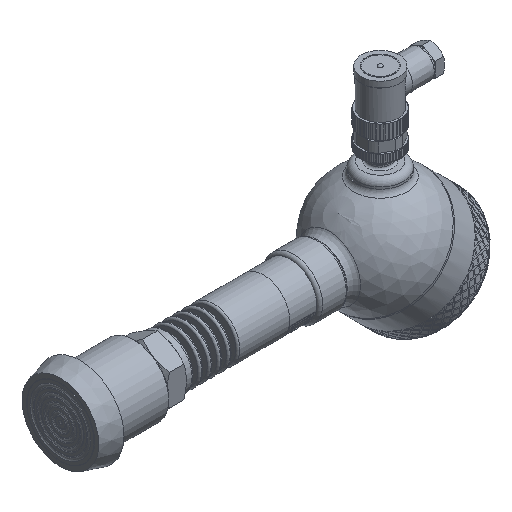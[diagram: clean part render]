
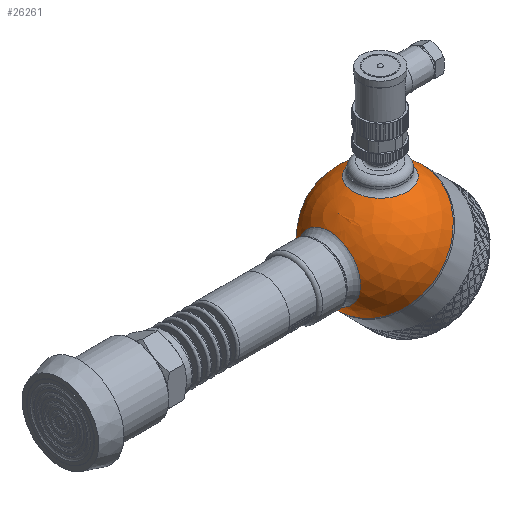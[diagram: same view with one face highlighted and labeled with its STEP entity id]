
A CAD part, isometric view. The second image highlights one B-rep face of the part: STEP entity #26261.
In plain terms, the highlighted spherical face has radius 30 mm.
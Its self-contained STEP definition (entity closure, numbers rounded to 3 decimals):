
#40=SPHERICAL_SURFACE('',#27948,30.);
#1047=FACE_BOUND('',#3703,.T.);
#1048=FACE_BOUND('',#3704,.T.);
#1975=FACE_OUTER_BOUND('',#3702,.T.);
#3702=EDGE_LOOP('',(#19274,#19275,#19276,#19277));
#3703=EDGE_LOOP('',(#19278));
#3704=EDGE_LOOP('',(#19279));
#5362=CIRCLE('',#27945,15.643);
#5365=CIRCLE('',#27949,30.);
#5366=CIRCLE('',#27950,30.);
#5367=CIRCLE('',#27951,30.);
#5368=CIRCLE('',#27952,13.5);
#10792=VERTEX_POINT('',#50342);
#10794=VERTEX_POINT('',#50348);
#10795=VERTEX_POINT('',#50349);
#10796=VERTEX_POINT('',#50351);
#10797=VERTEX_POINT('',#50354);
#13953=EDGE_CURVE('',#10792,#10792,#5362,.T.);
#13956=EDGE_CURVE('',#10794,#10795,#5365,.T.);
#13957=EDGE_CURVE('',#10794,#10796,#5366,.T.);
#13958=EDGE_CURVE('',#10795,#10794,#5367,.T.);
#13959=EDGE_CURVE('',#10797,#10797,#5368,.T.);
#19274=ORIENTED_EDGE('',*,*,#13956,.F.);
#19275=ORIENTED_EDGE('',*,*,#13957,.T.);
#19276=ORIENTED_EDGE('',*,*,#13957,.F.);
#19277=ORIENTED_EDGE('',*,*,#13958,.F.);
#19278=ORIENTED_EDGE('',*,*,#13953,.F.);
#19279=ORIENTED_EDGE('',*,*,#13959,.F.);
#26261=ADVANCED_FACE('',(#1975,#1047,#1048),#40,.T.);
#27945=AXIS2_PLACEMENT_3D('',#50343,#30300,#30301);
#27948=AXIS2_PLACEMENT_3D('',#50347,#30306,#30307);
#27949=AXIS2_PLACEMENT_3D('',#50350,#30308,#30309);
#27950=AXIS2_PLACEMENT_3D('',#50352,#30310,#30311);
#27951=AXIS2_PLACEMENT_3D('',#50353,#30312,#30313);
#27952=AXIS2_PLACEMENT_3D('',#50355,#30314,#30315);
#30300=DIRECTION('center_axis',(-0.707,0.,0.707));
#30301=DIRECTION('ref_axis',(0.707,0.,0.707));
#30306=DIRECTION('center_axis',(1.,0.,0.));
#30307=DIRECTION('ref_axis',(0.,-1.,0.));
#30308=DIRECTION('center_axis',(1.,0.,0.));
#30309=DIRECTION('ref_axis',(0.,1.,0.));
#30310=DIRECTION('center_axis',(0.,0.,1.));
#30311=DIRECTION('ref_axis',(0.,1.,0.));
#30312=DIRECTION('center_axis',(1.,0.,0.));
#30313=DIRECTION('ref_axis',(0.,1.,0.));
#30314=DIRECTION('center_axis',(-0.707,0.,-0.707));
#30315=DIRECTION('ref_axis',(-0.707,0.,0.707));
#50342=CARTESIAN_POINT('',(-29.162,0.,7.04));
#50343=CARTESIAN_POINT('Origin',(-18.101,0.,18.101));
#50347=CARTESIAN_POINT('Origin',(0.,0.,0.));
#50348=CARTESIAN_POINT('',(0.,30.,0.));
#50349=CARTESIAN_POINT('',(0.,-30.,0.));
#50350=CARTESIAN_POINT('Origin',(0.,0.,0.));
#50351=CARTESIAN_POINT('',(-30.,0.,0.));
#50352=CARTESIAN_POINT('Origin',(0.,0.,0.));
#50353=CARTESIAN_POINT('Origin',(0.,0.,0.));
#50354=CARTESIAN_POINT('',(-9.398,0.,-28.49));
#50355=CARTESIAN_POINT('Origin',(-18.944,0.,-18.944));
